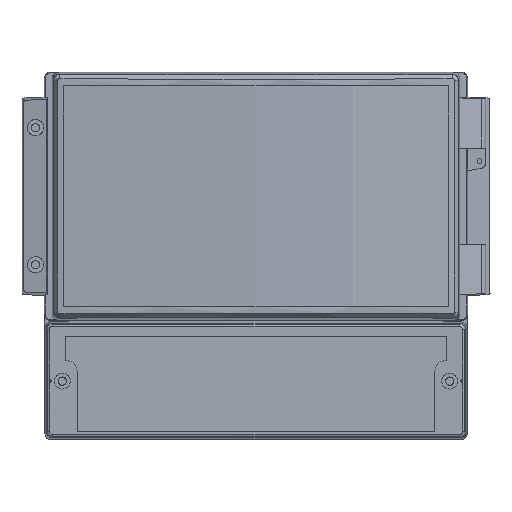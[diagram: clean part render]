
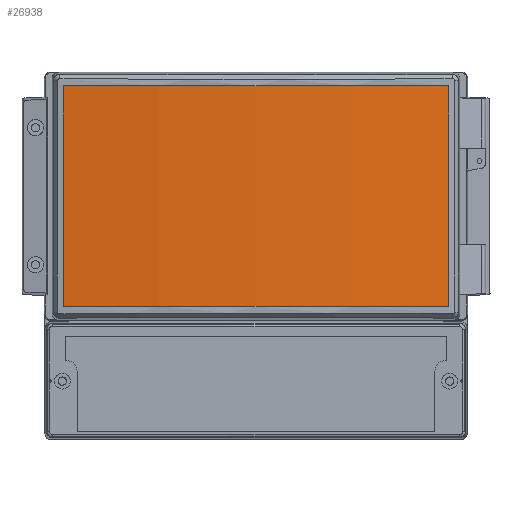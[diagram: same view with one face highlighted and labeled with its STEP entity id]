
A CAD part, top view. The second image highlights one B-rep face of the part: STEP entity #26938.
In plain terms, the highlighted cylindrical face has radius 799.9 mm (diameter 1599.8 mm), a partial arc.
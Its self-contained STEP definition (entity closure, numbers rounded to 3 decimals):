
#309 = CARTESIAN_POINT ( 'NONE',  ( 1324.869, 1645.552, 24.289 ) ) ;
#2337 = AXIS2_PLACEMENT_3D ( 'NONE', #15557, #6621, #11036 ) ;
#2500 = CARTESIAN_POINT ( 'NONE',  ( 1518.944, 1645.552, 24.289 ) ) ;
#3660 = CARTESIAN_POINT ( 'NONE',  ( 1421.907, 1590.052, -769.703 ) ) ;
#5177 = DIRECTION ( 'NONE',  ( -1., 0., 0. ) ) ;
#5912 = ORIENTED_EDGE ( 'NONE', *, *, #13765, .F. ) ;
#6510 = EDGE_LOOP ( 'NONE', ( #16951, #5912, #13923, #6644 ) ) ;
#6621 = DIRECTION ( 'NONE',  ( 0., -1., 0. ) ) ;
#6644 = ORIENTED_EDGE ( 'NONE', *, *, #14958, .F. ) ;
#8523 = VERTEX_POINT ( 'NONE', #22365 ) ;
#10905 = DIRECTION ( 'NONE',  ( 0., -1., 0. ) ) ;
#11036 = DIRECTION ( 'NONE',  ( -1., 0., 0. ) ) ;
#11090 = CARTESIAN_POINT ( 'NONE',  ( 1324.869, 1701.052, 24.289 ) ) ;
#11387 = CIRCLE ( 'NONE', #2337, 799.9 ) ;
#11821 = VERTEX_POINT ( 'NONE', #11090 ) ;
#11832 = VECTOR ( 'NONE', #10905, 1000. ) ;
#13765 = EDGE_CURVE ( 'NONE', #21529, #17523, #15686, .T. ) ;
#13863 = EDGE_CURVE ( 'NONE', #21529, #11821, #11387, .T. ) ;
#13923 = ORIENTED_EDGE ( 'NONE', *, *, #13863, .T. ) ;
#14432 = AXIS2_PLACEMENT_3D ( 'NONE', #26735, #24470, #5177 ) ;
#14958 = EDGE_CURVE ( 'NONE', #8523, #11821, #26524, .T. ) ;
#15557 = CARTESIAN_POINT ( 'NONE',  ( 1421.907, 1701.052, -769.703 ) ) ;
#15686 = LINE ( 'NONE', #2500, #11832 ) ;
#16689 = CARTESIAN_POINT ( 'NONE',  ( 1518.944, 1701.052, 24.289 ) ) ;
#16951 = ORIENTED_EDGE ( 'NONE', *, *, #17212, .F. ) ;
#17212 = EDGE_CURVE ( 'NONE', #17523, #8523, #20603, .T. ) ;
#17411 = VECTOR ( 'NONE', #20298, 1000. ) ;
#17523 = VERTEX_POINT ( 'NONE', #22665 ) ;
#18094 = FACE_OUTER_BOUND ( 'NONE', #6510, .T. ) ;
#20298 = DIRECTION ( 'NONE',  ( 0., 1., 0. ) ) ;
#20522 = DIRECTION ( 'NONE',  ( -1., 0., 0. ) ) ;
#20603 = CIRCLE ( 'NONE', #24220, 799.9 ) ;
#21529 = VERTEX_POINT ( 'NONE', #16689 ) ;
#22365 = CARTESIAN_POINT ( 'NONE',  ( 1324.869, 1590.052, 24.289 ) ) ;
#22665 = CARTESIAN_POINT ( 'NONE',  ( 1518.944, 1590.052, 24.289 ) ) ;
#24220 = AXIS2_PLACEMENT_3D ( 'NONE', #3660, #24927, #20522 ) ;
#24470 = DIRECTION ( 'NONE',  ( 0., -1., 0. ) ) ;
#24927 = DIRECTION ( 'NONE',  ( 0., -1., 0. ) ) ;
#25814 = CYLINDRICAL_SURFACE ( 'NONE', #14432, 799.9 ) ;
#26524 = LINE ( 'NONE', #309, #17411 ) ;
#26735 = CARTESIAN_POINT ( 'NONE',  ( 1421.907, 1590.052, -769.703 ) ) ;
#26938 = ADVANCED_FACE ( 'NONE', ( #18094 ), #25814, .T. ) ;
